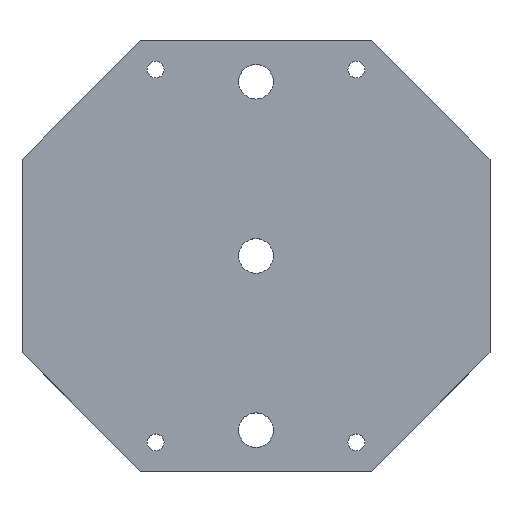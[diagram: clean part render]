
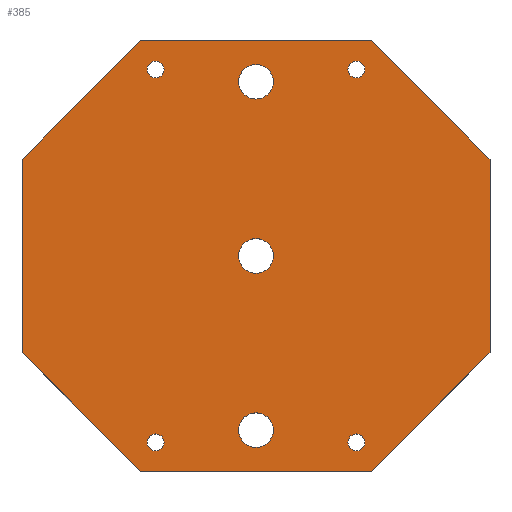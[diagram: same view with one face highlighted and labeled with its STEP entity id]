
A CAD part, top view. The second image highlights one B-rep face of the part: STEP entity #385.
In plain terms, the highlighted planar face has unit normal (0, 0, 1).
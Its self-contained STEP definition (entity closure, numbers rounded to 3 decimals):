
#71=CIRCLE('',#408,1.55);
#73=CIRCLE('',#411,3.175);
#75=CIRCLE('',#414,3.175);
#77=CIRCLE('',#417,3.175);
#79=CIRCLE('',#420,1.55);
#81=CIRCLE('',#423,1.55);
#83=CIRCLE('',#427,1.55);
#138=ORIENTED_EDGE('',*,*,#170,.T.);
#139=ORIENTED_EDGE('',*,*,#174,.T.);
#140=ORIENTED_EDGE('',*,*,#177,.T.);
#141=ORIENTED_EDGE('',*,*,#180,.T.);
#142=ORIENTED_EDGE('',*,*,#183,.T.);
#143=ORIENTED_EDGE('',*,*,#186,.T.);
#144=ORIENTED_EDGE('',*,*,#189,.T.);
#145=ORIENTED_EDGE('',*,*,#203,.T.);
#146=ORIENTED_EDGE('',*,*,#200,.F.);
#147=ORIENTED_EDGE('',*,*,#198,.F.);
#148=ORIENTED_EDGE('',*,*,#196,.F.);
#149=ORIENTED_EDGE('',*,*,#194,.F.);
#150=ORIENTED_EDGE('',*,*,#192,.F.);
#151=ORIENTED_EDGE('',*,*,#190,.F.);
#152=ORIENTED_EDGE('',*,*,#204,.F.);
#170=EDGE_CURVE('',#209,#208,#238,.T.);
#174=EDGE_CURVE('',#208,#211,#242,.T.);
#177=EDGE_CURVE('',#211,#213,#245,.T.);
#180=EDGE_CURVE('',#213,#215,#248,.T.);
#183=EDGE_CURVE('',#215,#217,#251,.T.);
#186=EDGE_CURVE('',#217,#219,#254,.T.);
#189=EDGE_CURVE('',#219,#221,#257,.T.);
#190=EDGE_CURVE('',#222,#222,#71,.T.);
#192=EDGE_CURVE('',#224,#224,#73,.T.);
#194=EDGE_CURVE('',#226,#226,#75,.T.);
#196=EDGE_CURVE('',#228,#228,#77,.T.);
#198=EDGE_CURVE('',#230,#230,#79,.T.);
#200=EDGE_CURVE('',#232,#232,#81,.T.);
#203=EDGE_CURVE('',#221,#209,#259,.T.);
#204=EDGE_CURVE('',#234,#234,#83,.T.);
#208=VERTEX_POINT('',#557);
#209=VERTEX_POINT('',#559);
#211=VERTEX_POINT('',#565);
#213=VERTEX_POINT('',#571);
#215=VERTEX_POINT('',#577);
#217=VERTEX_POINT('',#583);
#219=VERTEX_POINT('',#589);
#221=VERTEX_POINT('',#595);
#222=VERTEX_POINT('',#599);
#224=VERTEX_POINT('',#604);
#226=VERTEX_POINT('',#609);
#228=VERTEX_POINT('',#614);
#230=VERTEX_POINT('',#619);
#232=VERTEX_POINT('',#624);
#234=VERTEX_POINT('',#632);
#238=LINE('',#558,#262);
#242=LINE('',#566,#266);
#245=LINE('',#572,#269);
#248=LINE('',#578,#272);
#251=LINE('',#584,#275);
#254=LINE('',#590,#278);
#257=LINE('',#596,#281);
#259=LINE('',#629,#283);
#262=VECTOR('',#453,1000.);
#266=VECTOR('',#459,1000.);
#269=VECTOR('',#464,1000.);
#272=VECTOR('',#469,1000.);
#275=VECTOR('',#474,1000.);
#278=VECTOR('',#479,1000.);
#281=VECTOR('',#484,1000.);
#283=VECTOR('',#524,1000.);
#306=EDGE_LOOP('',(#138,#139,#140,#141,#142,#143,#144,#145));
#307=EDGE_LOOP('',(#146));
#308=EDGE_LOOP('',(#147));
#309=EDGE_LOOP('',(#148));
#310=EDGE_LOOP('',(#149));
#311=EDGE_LOOP('',(#150));
#312=EDGE_LOOP('',(#151));
#313=EDGE_LOOP('',(#152));
#344=FACE_BOUND('',#306,.T.);
#345=FACE_BOUND('',#307,.T.);
#346=FACE_BOUND('',#308,.T.);
#347=FACE_BOUND('',#309,.T.);
#348=FACE_BOUND('',#310,.T.);
#349=FACE_BOUND('',#311,.T.);
#350=FACE_BOUND('',#312,.T.);
#351=FACE_BOUND('',#313,.T.);
#368=PLANE('',#429);
#385=ADVANCED_FACE('',(#344,#345,#346,#347,#348,#349,#350,#351),#368,.T.);
#408=AXIS2_PLACEMENT_3D('',#598,#487,#488);
#411=AXIS2_PLACEMENT_3D('',#603,#493,#494);
#414=AXIS2_PLACEMENT_3D('',#608,#499,#500);
#417=AXIS2_PLACEMENT_3D('',#613,#505,#506);
#420=AXIS2_PLACEMENT_3D('',#618,#511,#512);
#423=AXIS2_PLACEMENT_3D('',#623,#517,#518);
#427=AXIS2_PLACEMENT_3D('',#631,#527,#528);
#429=AXIS2_PLACEMENT_3D('',#635,#531,#532);
#453=DIRECTION('',(0.,-1.,0.));
#459=DIRECTION('',(0.707,-0.707,0.));
#464=DIRECTION('',(1.,0.,0.));
#469=DIRECTION('',(0.707,0.707,0.));
#474=DIRECTION('',(0.,1.,0.));
#479=DIRECTION('',(-0.707,0.707,0.));
#484=DIRECTION('',(-1.,0.,0.));
#487=DIRECTION('',(0.,0.,1.));
#488=DIRECTION('',(1.,0.,0.));
#493=DIRECTION('',(0.,0.,1.));
#494=DIRECTION('',(1.,0.,0.));
#499=DIRECTION('',(0.,0.,1.));
#500=DIRECTION('',(1.,0.,0.));
#505=DIRECTION('',(0.,0.,1.));
#506=DIRECTION('',(1.,0.,0.));
#511=DIRECTION('',(0.,0.,1.));
#512=DIRECTION('',(1.,0.,0.));
#517=DIRECTION('',(0.,0.,1.));
#518=DIRECTION('',(1.,0.,0.));
#524=DIRECTION('',(-0.707,-0.707,0.));
#527=DIRECTION('',(0.,0.,1.));
#528=DIRECTION('',(1.,0.,0.));
#531=DIRECTION('',(0.,0.,1.));
#532=DIRECTION('',(1.,0.,0.));
#557=CARTESIAN_POINT('',(-42.988,-17.806,6.35));
#558=CARTESIAN_POINT('',(-42.988,17.806,6.35));
#559=CARTESIAN_POINT('',(-42.988,17.806,6.35));
#565=CARTESIAN_POINT('',(-21.287,-39.53,6.35));
#566=CARTESIAN_POINT('',(-42.988,-17.806,6.35));
#571=CARTESIAN_POINT('',(21.287,-39.53,6.35));
#572=CARTESIAN_POINT('',(-21.287,-39.53,6.35));
#577=CARTESIAN_POINT('',(42.988,-17.806,6.35));
#578=CARTESIAN_POINT('',(21.287,-39.53,6.35));
#583=CARTESIAN_POINT('',(42.988,17.806,6.35));
#584=CARTESIAN_POINT('',(42.988,-17.806,6.35));
#589=CARTESIAN_POINT('',(21.287,39.53,6.35));
#590=CARTESIAN_POINT('',(42.988,17.806,6.35));
#595=CARTESIAN_POINT('',(-21.287,39.53,6.35));
#596=CARTESIAN_POINT('',(21.287,39.53,6.35));
#598=CARTESIAN_POINT('',(18.443,-34.247,6.35));
#599=CARTESIAN_POINT('',(19.993,-34.247,6.35));
#603=CARTESIAN_POINT('',(0.,32.,6.35));
#604=CARTESIAN_POINT('',(3.175,32.,6.35));
#608=CARTESIAN_POINT('',(0.,0.,6.35));
#609=CARTESIAN_POINT('',(3.175,0.,6.35));
#613=CARTESIAN_POINT('',(0.,-32.,6.35));
#614=CARTESIAN_POINT('',(3.175,-32.,6.35));
#618=CARTESIAN_POINT('',(-18.443,34.247,6.35));
#619=CARTESIAN_POINT('',(-16.893,34.247,6.35));
#623=CARTESIAN_POINT('',(-18.443,-34.247,6.35));
#624=CARTESIAN_POINT('',(-16.893,-34.247,6.35));
#629=CARTESIAN_POINT('',(-21.287,39.53,6.35));
#631=CARTESIAN_POINT('',(18.443,34.247,6.35));
#632=CARTESIAN_POINT('',(19.993,34.247,6.35));
#635=CARTESIAN_POINT('',(-18.443,-34.247,6.35));
